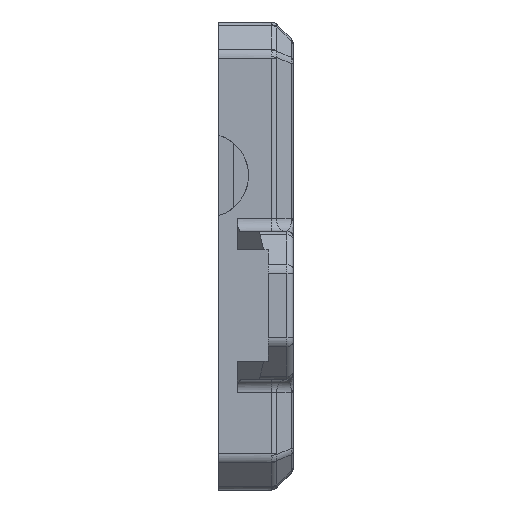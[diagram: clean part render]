
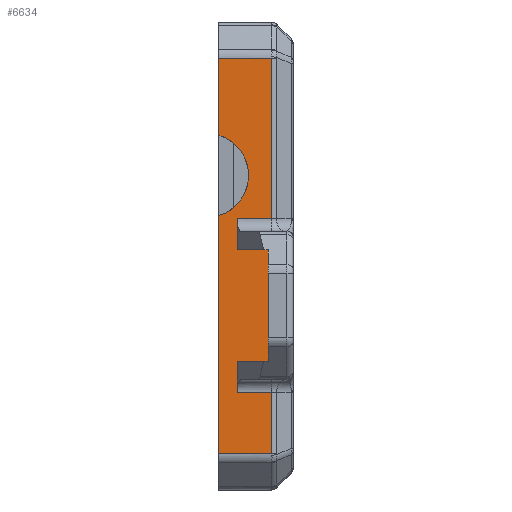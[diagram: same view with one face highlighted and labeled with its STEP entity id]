
A CAD part, left-side view. The second image highlights one B-rep face of the part: STEP entity #6634.
In plain terms, the highlighted planar face has unit normal (-1, 0, 0).
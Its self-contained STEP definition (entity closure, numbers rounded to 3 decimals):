
#103 = CARTESIAN_POINT ( 'NONE',  ( -47.5, 4.5, 0.5 ) ) ;
#142 = VECTOR ( 'NONE', #3013, 1000. ) ;
#170 = VECTOR ( 'NONE', #2314, 1000. ) ;
#237 = DIRECTION ( 'NONE',  ( 0., -1., 0. ) ) ;
#268 = CARTESIAN_POINT ( 'NONE',  ( -47.5, 7., 6.5 ) ) ;
#345 = ORIENTED_EDGE ( 'NONE', *, *, #2671, .T. ) ;
#346 = VECTOR ( 'NONE', #2645, 1000. ) ;
#362 = EDGE_CURVE ( 'NONE', #8272, #3029, #8309, .T. ) ;
#501 = VERTEX_POINT ( 'NONE', #1003 ) ;
#508 = CARTESIAN_POINT ( 'NONE',  ( -47.5, 4.5, -11. ) ) ;
#533 = VECTOR ( 'NONE', #3734, 1000. ) ;
#630 = CARTESIAN_POINT ( 'NONE',  ( -47.5, 6., -11. ) ) ;
#636 = CARTESIAN_POINT ( 'NONE',  ( -47.5, 6., 9.75 ) ) ;
#667 = ORIENTED_EDGE ( 'NONE', *, *, #922, .T. ) ;
#686 = VERTEX_POINT ( 'NONE', #6464 ) ;
#725 = CARTESIAN_POINT ( 'NONE',  ( -47.5, 1.72, -10. ) ) ;
#750 = EDGE_CURVE ( 'NONE', #2623, #7551, #995, .T. ) ;
#889 = LINE ( 'NONE', #2816, #7772 ) ;
#922 = EDGE_CURVE ( 'NONE', #1262, #7092, #889, .T. ) ;
#995 = LINE ( 'NONE', #725, #1213 ) ;
#996 = VECTOR ( 'NONE', #3004, 1000. ) ;
#1001 = CARTESIAN_POINT ( 'NONE',  ( -47.5, 6., 15.961 ) ) ;
#1003 = CARTESIAN_POINT ( 'NONE',  ( -47.5, 6., -15.961 ) ) ;
#1213 = VECTOR ( 'NONE', #7982, 1000. ) ;
#1262 = VERTEX_POINT ( 'NONE', #7439 ) ;
#1311 = LINE ( 'NONE', #6999, #170 ) ;
#1321 = VERTEX_POINT ( 'NONE', #1001 ) ;
#1354 = LINE ( 'NONE', #3042, #8131 ) ;
#1601 = CARTESIAN_POINT ( 'NONE',  ( -47.5, 6., -18.875 ) ) ;
#1743 = EDGE_CURVE ( 'NONE', #501, #2623, #5904, .T. ) ;
#1778 = ORIENTED_EDGE ( 'NONE', *, *, #362, .T. ) ;
#1816 = CARTESIAN_POINT ( 'NONE',  ( -47.5, 1.72, 15.961 ) ) ;
#1888 = LINE ( 'NONE', #6961, #142 ) ;
#1932 = DIRECTION ( 'NONE',  ( 0., 0., 1. ) ) ;
#1976 = DIRECTION ( 'NONE',  ( 1., 0., 0. ) ) ;
#2014 = EDGE_CURVE ( 'NONE', #686, #1321, #1888, .T. ) ;
#2275 = DIRECTION ( 'NONE',  ( 0., 0., 1. ) ) ;
#2314 = DIRECTION ( 'NONE',  ( 0., 0., 1. ) ) ;
#2462 = CARTESIAN_POINT ( 'NONE',  ( -47.5, 1.72, -15.961 ) ) ;
#2523 = EDGE_CURVE ( 'NONE', #8272, #6088, #3532, .T. ) ;
#2591 = CARTESIAN_POINT ( 'NONE',  ( -47.5, 1.72, -11. ) ) ;
#2594 = VECTOR ( 'NONE', #5172, 1000. ) ;
#2623 = VERTEX_POINT ( 'NONE', #2462 ) ;
#2645 = DIRECTION ( 'NONE',  ( 0., 1., 0. ) ) ;
#2667 = VERTEX_POINT ( 'NONE', #636 ) ;
#2671 = EDGE_CURVE ( 'NONE', #3654, #5176, #5079, .T. ) ;
#2741 = VECTOR ( 'NONE', #4036, 1000. ) ;
#2748 = ORIENTED_EDGE ( 'NONE', *, *, #2014, .T. ) ;
#2816 = CARTESIAN_POINT ( 'NONE',  ( -47.5, 6., 3. ) ) ;
#3004 = DIRECTION ( 'NONE',  ( 0., 0., 1. ) ) ;
#3013 = DIRECTION ( 'NONE',  ( 0., 1., 0. ) ) ;
#3029 = VERTEX_POINT ( 'NONE', #6616 ) ;
#3042 = CARTESIAN_POINT ( 'NONE',  ( -47.5, 4.5, 0.5 ) ) ;
#3092 = ORIENTED_EDGE ( 'NONE', *, *, #1743, .T. ) ;
#3140 = FACE_OUTER_BOUND ( 'NONE', #4840, .T. ) ;
#3185 = ORIENTED_EDGE ( 'NONE', *, *, #5504, .F. ) ;
#3244 = CARTESIAN_POINT ( 'NONE',  ( -47.5, 4.5, -8.5 ) ) ;
#3290 = CARTESIAN_POINT ( 'NONE',  ( -47.5, 6., -18.875 ) ) ;
#3331 = ORIENTED_EDGE ( 'NONE', *, *, #2523, .F. ) ;
#3443 = VECTOR ( 'NONE', #8064, 1000. ) ;
#3532 = LINE ( 'NONE', #6380, #533 ) ;
#3562 = EDGE_CURVE ( 'NONE', #5176, #1262, #1354, .T. ) ;
#3597 = CARTESIAN_POINT ( 'NONE',  ( -47.5, 2., -18.875 ) ) ;
#3654 = VERTEX_POINT ( 'NONE', #4507 ) ;
#3672 = EDGE_CURVE ( 'NONE', #7092, #686, #5146, .T. ) ;
#3734 = DIRECTION ( 'NONE',  ( 0., 0., -1. ) ) ;
#4036 = DIRECTION ( 'NONE',  ( 0., -1., 0. ) ) ;
#4095 = PLANE ( 'NONE',  #6394 ) ;
#4309 = ORIENTED_EDGE ( 'NONE', *, *, #750, .T. ) ;
#4497 = VECTOR ( 'NONE', #6823, 1000. ) ;
#4507 = CARTESIAN_POINT ( 'NONE',  ( -47.5, 2., 0.5 ) ) ;
#4553 = EDGE_CURVE ( 'NONE', #2667, #1321, #4718, .T. ) ;
#4710 = VERTEX_POINT ( 'NONE', #7517 ) ;
#4718 = LINE ( 'NONE', #1601, #4497 ) ;
#4840 = EDGE_LOOP ( 'NONE', ( #7428, #667, #7116, #2748, #5770, #5376, #3185, #3092, #4309, #5142, #3331, #1778, #7081, #345 ) ) ;
#4944 = VECTOR ( 'NONE', #1932, 1000. ) ;
#5079 = LINE ( 'NONE', #6496, #2594 ) ;
#5142 = ORIENTED_EDGE ( 'NONE', *, *, #7961, .T. ) ;
#5146 = LINE ( 'NONE', #1816, #4944 ) ;
#5172 = DIRECTION ( 'NONE',  ( 0., 1., 0. ) ) ;
#5176 = VERTEX_POINT ( 'NONE', #103 ) ;
#5376 = ORIENTED_EDGE ( 'NONE', *, *, #7217, .F. ) ;
#5504 = EDGE_CURVE ( 'NONE', #501, #4710, #1311, .T. ) ;
#5698 = LINE ( 'NONE', #630, #346 ) ;
#5770 = ORIENTED_EDGE ( 'NONE', *, *, #4553, .F. ) ;
#5904 = LINE ( 'NONE', #6752, #3443 ) ;
#6088 = VERTEX_POINT ( 'NONE', #508 ) ;
#6271 = DIRECTION ( 'NONE',  ( 0., 0., 1. ) ) ;
#6380 = CARTESIAN_POINT ( 'NONE',  ( -47.5, 4.5, -8.5 ) ) ;
#6394 = AXIS2_PLACEMENT_3D ( 'NONE', #3290, #1976, #6680 ) ;
#6399 = EDGE_CURVE ( 'NONE', #3029, #3654, #8197, .T. ) ;
#6464 = CARTESIAN_POINT ( 'NONE',  ( -47.5, 1.72, 15.961 ) ) ;
#6496 = CARTESIAN_POINT ( 'NONE',  ( -47.5, 4.5, 0.5 ) ) ;
#6616 = CARTESIAN_POINT ( 'NONE',  ( -47.5, 2., -8.5 ) ) ;
#6634 = ADVANCED_FACE ( 'NONE', ( #3140 ), #4095, .F. ) ;
#6680 = DIRECTION ( 'NONE',  ( 0., 0., -1. ) ) ;
#6752 = CARTESIAN_POINT ( 'NONE',  ( -47.5, 1.5, -15.961 ) ) ;
#6823 = DIRECTION ( 'NONE',  ( 0., 0., 1. ) ) ;
#6961 = CARTESIAN_POINT ( 'NONE',  ( -47.5, 6., 15.961 ) ) ;
#6967 = CARTESIAN_POINT ( 'NONE',  ( -47.5, 4.5, -8.5 ) ) ;
#6999 = CARTESIAN_POINT ( 'NONE',  ( -47.5, 6., -18.875 ) ) ;
#7081 = ORIENTED_EDGE ( 'NONE', *, *, #6399, .T. ) ;
#7092 = VERTEX_POINT ( 'NONE', #7318 ) ;
#7116 = ORIENTED_EDGE ( 'NONE', *, *, #3672, .T. ) ;
#7217 = EDGE_CURVE ( 'NONE', #4710, #2667, #7674, .T. ) ;
#7318 = CARTESIAN_POINT ( 'NONE',  ( -47.5, 1.72, 3. ) ) ;
#7345 = AXIS2_PLACEMENT_3D ( 'NONE', #268, #7526, #2275 ) ;
#7428 = ORIENTED_EDGE ( 'NONE', *, *, #3562, .T. ) ;
#7439 = CARTESIAN_POINT ( 'NONE',  ( -47.5, 4.5, 3. ) ) ;
#7517 = CARTESIAN_POINT ( 'NONE',  ( -47.5, 6., 3.25 ) ) ;
#7526 = DIRECTION ( 'NONE',  ( -1., 0., 0. ) ) ;
#7551 = VERTEX_POINT ( 'NONE', #2591 ) ;
#7674 = CIRCLE ( 'NONE', #7345, 3.4 ) ;
#7772 = VECTOR ( 'NONE', #237, 1000. ) ;
#7961 = EDGE_CURVE ( 'NONE', #7551, #6088, #5698, .T. ) ;
#7982 = DIRECTION ( 'NONE',  ( 0., 0., 1. ) ) ;
#8064 = DIRECTION ( 'NONE',  ( 0., -1., 0. ) ) ;
#8131 = VECTOR ( 'NONE', #6271, 1000. ) ;
#8197 = LINE ( 'NONE', #3597, #996 ) ;
#8272 = VERTEX_POINT ( 'NONE', #6967 ) ;
#8309 = LINE ( 'NONE', #3244, #2741 ) ;
